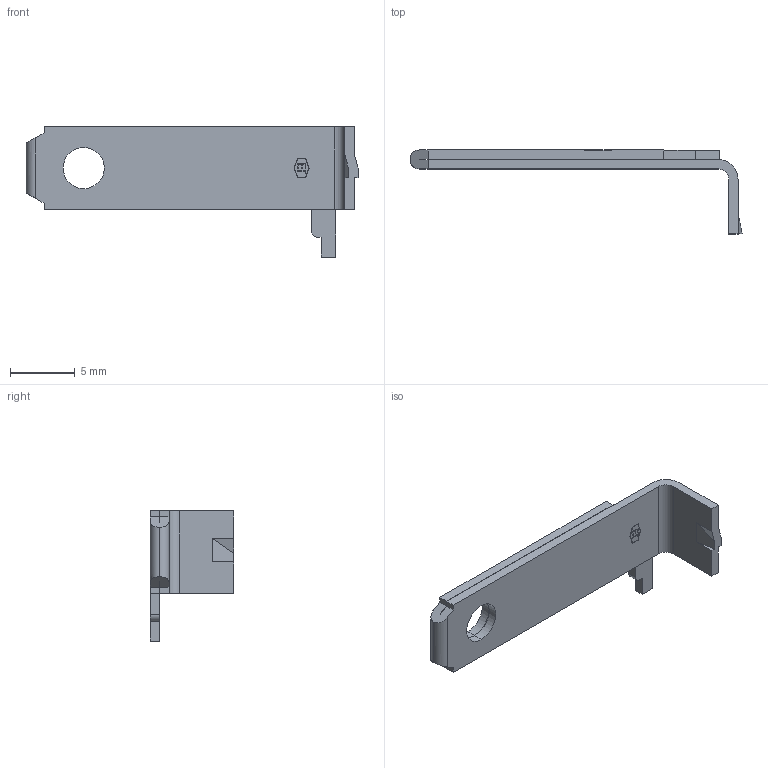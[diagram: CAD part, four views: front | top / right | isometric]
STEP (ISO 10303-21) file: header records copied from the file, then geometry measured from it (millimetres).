
FILE_DESCRIPTION (( 'STEP AP203' ), '1' );
FILE_NAME ('14409.STEP', '2015-02-23T16:50:05', ( '' ), ( '' ), 'SwSTEP 2.0', 'SolidWorks 2014', '' );
FILE_SCHEMA (( 'CONFIG_CONTROL_DESIGN' ));
Length unit declared in the file: inch
Products named in the file (1): 14409
Bounding box: 25.58 x 6.46 x 10.03 mm (x, y, z)
Volume: 219.2 mm3; surface area: 723.6 mm2
Topology: 1 solids, 1 shells, 89 faces, 249 edges, 166 vertices
Faces by surface type: plane 78, cylinder 11
Entity records: 2904 total; most frequent: CARTESIAN_POINT 529, ORIENTED_EDGE 498, DIRECTION 435, EDGE_CURVE 249, LINE 227, VECTOR 227, VERTEX_POINT 166, AXIS2_PLACEMENT_3D 104
